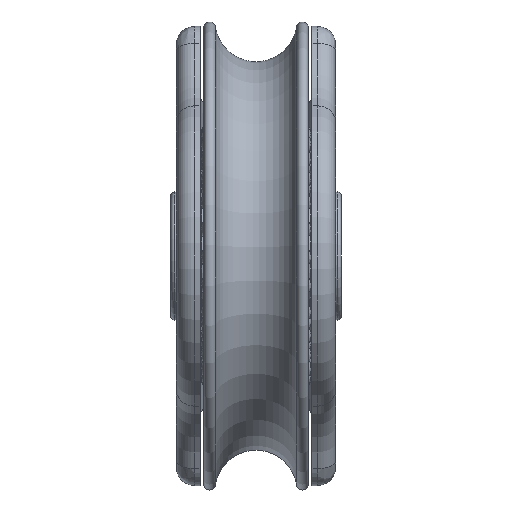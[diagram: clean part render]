
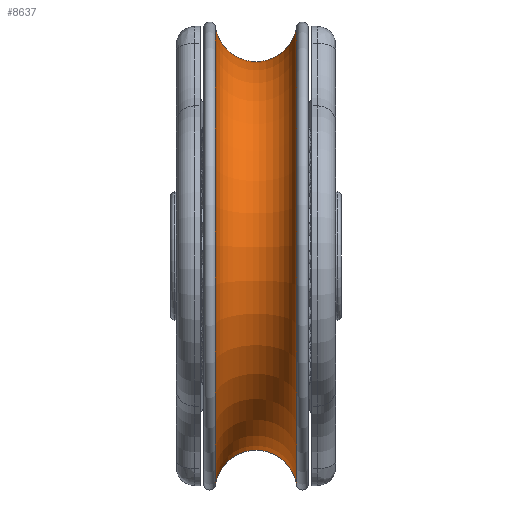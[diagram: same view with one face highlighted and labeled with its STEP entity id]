
A CAD part, front view. The second image highlights one B-rep face of the part: STEP entity #8637.
In plain terms, the highlighted toroidal (fillet/blend) face has major radius 40 mm and minor radius 7 mm.
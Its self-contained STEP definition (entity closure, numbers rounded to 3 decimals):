
#1435=FACE_OUTER_BOUND('',#2021,.T.);
#2021=EDGE_LOOP('',(#6589,#6590,#6591,#6592,#6593,#6594));
#2936=CIRCLE('',#9511,38.927);
#2937=CIRCLE('',#9512,38.927);
#3002=CIRCLE('',#9604,38.927);
#3003=CIRCLE('',#9605,38.927);
#3005=CIRCLE('',#9608,7.);
#3697=VERTEX_POINT('',#14267);
#3698=VERTEX_POINT('',#14269);
#3749=VERTEX_POINT('',#14419);
#3750=VERTEX_POINT('',#14420);
#4749=EDGE_CURVE('',#3697,#3698,#2936,.T.);
#4750=EDGE_CURVE('',#3698,#3697,#2937,.T.);
#4821=EDGE_CURVE('',#3749,#3750,#3002,.T.);
#4822=EDGE_CURVE('',#3750,#3749,#3003,.T.);
#4824=EDGE_CURVE('',#3750,#3697,#3005,.T.);
#6589=ORIENTED_EDGE('',*,*,#4821,.T.);
#6590=ORIENTED_EDGE('',*,*,#4824,.T.);
#6591=ORIENTED_EDGE('',*,*,#4750,.F.);
#6592=ORIENTED_EDGE('',*,*,#4749,.F.);
#6593=ORIENTED_EDGE('',*,*,#4824,.F.);
#6594=ORIENTED_EDGE('',*,*,#4822,.T.);
#8421=TOROIDAL_SURFACE('',#9607,40.,7.);
#8637=ADVANCED_FACE('',(#1435),#8421,.F.);
#9511=AXIS2_PLACEMENT_3D('',#14270,#11241,#11242);
#9512=AXIS2_PLACEMENT_3D('',#14271,#11243,#11244);
#9604=AXIS2_PLACEMENT_3D('',#14421,#11433,#11434);
#9605=AXIS2_PLACEMENT_3D('',#14422,#11435,#11436);
#9607=AXIS2_PLACEMENT_3D('',#14424,#11439,#11440);
#9608=AXIS2_PLACEMENT_3D('',#14425,#11441,#11442);
#11241=DIRECTION('center_axis',(1.,0.,0.));
#11242=DIRECTION('ref_axis',(0.,0.923,-0.386));
#11243=DIRECTION('center_axis',(1.,0.,0.));
#11244=DIRECTION('ref_axis',(0.,0.923,-0.386));
#11433=DIRECTION('center_axis',(1.,0.,0.));
#11434=DIRECTION('ref_axis',(0.,0.923,-0.386));
#11435=DIRECTION('center_axis',(1.,0.,0.));
#11436=DIRECTION('ref_axis',(0.,0.923,-0.386));
#11439=DIRECTION('center_axis',(1.,0.,0.));
#11440=DIRECTION('ref_axis',(0.,-0.386,-0.923));
#11441=DIRECTION('center_axis',(0.,-0.923,
0.386));
#11442=DIRECTION('ref_axis',(0.,0.386,0.923));
#14267=CARTESIAN_POINT('',(6.917,15.018,35.913));
#14269=CARTESIAN_POINT('',(6.917,-15.018,-35.913));
#14270=CARTESIAN_POINT('Origin',(6.917,0.,
0.));
#14271=CARTESIAN_POINT('Origin',(6.917,0.,
0.));
#14419=CARTESIAN_POINT('',(-6.917,-15.018,-35.913));
#14420=CARTESIAN_POINT('',(-6.917,15.018,35.913));
#14421=CARTESIAN_POINT('Origin',(-6.917,0.,
0.));
#14422=CARTESIAN_POINT('Origin',(-6.917,0.,
0.));
#14424=CARTESIAN_POINT('Origin',(0.,0.,
0.));
#14425=CARTESIAN_POINT('Origin',(0.,15.432,
36.903));
